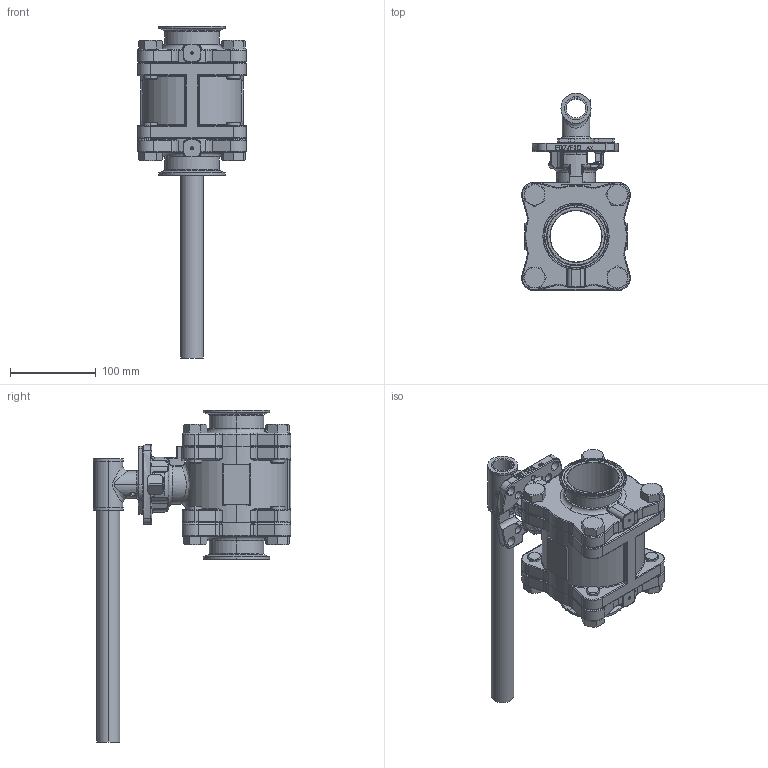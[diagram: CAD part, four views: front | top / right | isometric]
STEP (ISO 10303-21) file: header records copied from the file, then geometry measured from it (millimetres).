
FILE_DESCRIPTION (( 'STEP AP214' ), '1' );
FILE_NAME ('H78-SA-0250.STEP', '2018-12-06T20:42:10', ( '' ), ( '' ), 'SwSTEP 2.0', 'SolidWorks 2018', '' );
FILE_SCHEMA (( 'AUTOMOTIVE_DESIGN' ));
Length unit declared in the file: inch
Products named in the file (1): H78-SA-0250
Bounding box: 126.52 x 229.96 x 387 mm (x, y, z)
Surface area: 250997.9 mm2 (no closed solid volume)
Topology: 0 solids, 25 shells, 1106 faces, 3239 edges, 2044 vertices
Faces by surface type: cylinder 335, plane 317, torus 233, bspline 107, cone 103, sphere 11
Entity records: 64155 total; most frequent: CARTESIAN_POINT 21512, DIRECTION 6012, ORIENTED_EDGE 5583, EDGE_CURVE 3195, AXIS2_PLACEMENT_3D 2345, VERTEX_POINT 2042, CIRCLE 1345, LINE 1322
